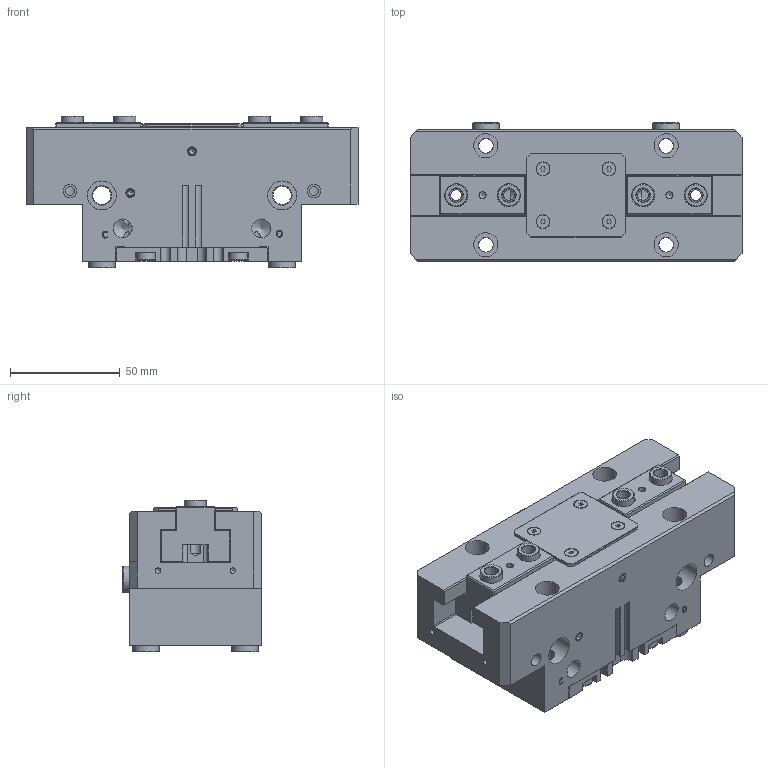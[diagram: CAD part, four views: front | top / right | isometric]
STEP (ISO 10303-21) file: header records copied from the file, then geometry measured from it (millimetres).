
FILE_DESCRIPTION(/* description */ ('ASSIEME CORSA 13 mm PER GRIFFA'),/* implementation_level */ '2;1');
FILE_NAME(/* name */ 'PGP-125-C1.stp',/* time_stamp */ '2021-02-10T11:50:49+01:00',/* author */ ('e.orio2'),/* organization */ (''),/* preprocessor_version */ 'ST-DEVELOPER v17',/* originating_system */ 'Autodesk Inventor 2019',/* authorisation */ '');
FILE_SCHEMA (('AUTOMOTIVE_DESIGN { 1 0 10303 214 3 1 1 }'));
Length unit declared in the file: millimetre
Products named in the file (11): PGP-125-C1-CLIENTE; DIN 913 - M5 x 5; DIN 7984 - M5 x 8; DIN 7991 - M3x8; DIN 913 - M5 x 5_1; BOCCOLA 10H7L7; BOCCOLA 12H7L6.9; PGP-125-CORPO-cliente; PZP-125 GRIFFA C1 (OPP-125_PGP-125)-cliente; PGP-125-COPERCHIO; pgp-125-FONDELLO-cliente
Assembly tree (29 placements, depth 2):
  PGP-125-C1-CLIENTE
    DIN 913 - M5 x 5  x4
    DIN 7984 - M5 x 8  x4
    DIN 913 - M5 x 5_1  x4
    DIN 7991 - M3x8  x4
    BOCCOLA 10H7L7  x4
    BOCCOLA 12H7L6.9  x4
    PGP-125-CORPO-cliente
    PZP-125 GRIFFA C1 (OPP-125_PGP-125)-cliente  x2
    PGP-125-COPERCHIO
    pgp-125-FONDELLO-cliente
Bounding box: 151 x 63.1 x 69.1 mm (x, y, z)
Volume: 407810.5 mm3; surface area: 105888.6 mm2
Topology: 29 solids, 29 shells, 815 faces, 2278 edges, 1539 vertices
Faces by surface type: plane 426, cylinder 193, cone 124, bspline 60, torus 12
Full cylindrical faces by diameter (mm): 2.459 x8, 3 x4, 3.2 x5, 3.242 x2, 3.4 x4, 4 x5, 4.134 x18, 4.2 x1, 4.917 x4, 5 x12, 5.5 x4, 6 x8, 6.2 x4, 6.647 x8, 8.2 x4, 8.5 x6, 8.566 x2, 9 x2, 9.1 x2, 10 x8, 11 x4, 12 x8, 13.2 x2
Entity records: 19375 total; most frequent: CARTESIAN_POINT 4702, ORIENTED_EDGE 3040, DIRECTION 2860, EDGE_CURVE 1520, VERTEX_POINT 1046, AXIS2_PLACEMENT_3D 1003, LINE 854, VECTOR 854
